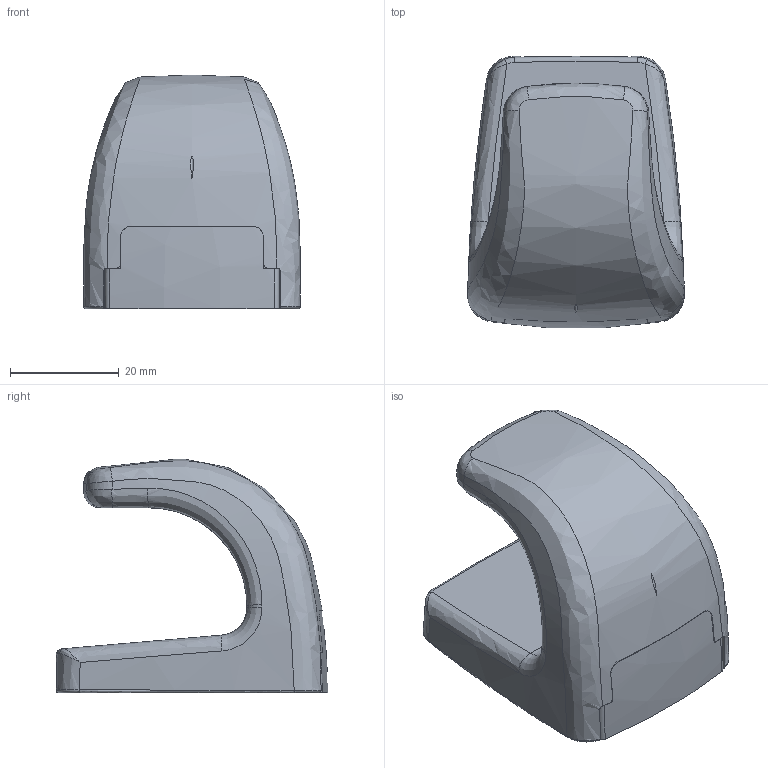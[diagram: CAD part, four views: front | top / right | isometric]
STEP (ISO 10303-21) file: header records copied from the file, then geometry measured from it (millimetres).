
FILE_DESCRIPTION (( 'STEP AP203' ), '1' );
FILE_NAME ('Žº‰ª•ÏŠ·.STEP', '2012-05-28T08:28:23', ( '' ), ( '' ), 'SwSTEP 2.0', 'SolidWorks 2011', '' );
FILE_SCHEMA (( 'CONFIG_CONTROL_DESIGN' ));
Length unit declared in the file: millimetre
Products named in the file (3): 室岡変換; C-55_フック_; C-55_ベース_
Assembly tree (2 placements, depth 2):
  室岡変換
    C-55_フック_
    C-55_ベース_
Bounding box: 39.86 x 49.87 x 42.94 mm (x, y, z)
Volume: 33466.4 mm3; surface area: 14313.2 mm2
Topology: 2 solids, 2 shells, 211 faces, 551 edges, 339 vertices
Faces by surface type: plane 80, cylinder 65, bspline 40, cone 11, sphere 9, torus 6
Entity records: 9781 total; most frequent: CARTESIAN_POINT 4611, ORIENTED_EDGE 1082, DIRECTION 937, EDGE_CURVE 541, VERTEX_POINT 339, AXIS2_PLACEMENT_3D 333, VECTOR 271, LINE 271
